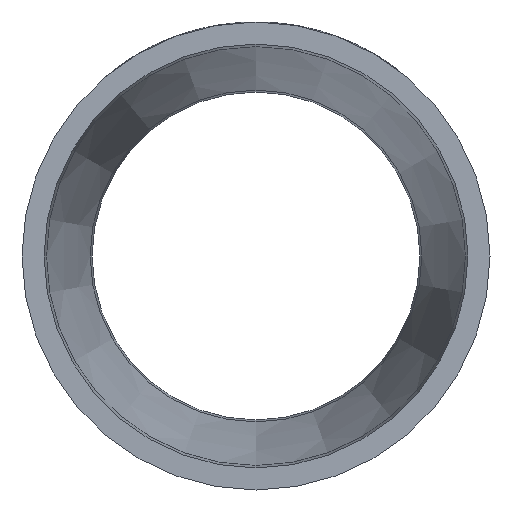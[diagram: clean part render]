
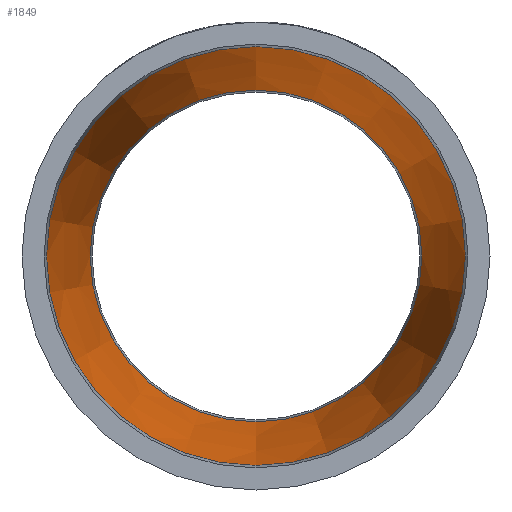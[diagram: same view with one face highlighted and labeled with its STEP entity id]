
A CAD part, front view. The second image highlights one B-rep face of the part: STEP entity #1849.
In plain terms, the highlighted conical face has half-angle 8.25 degrees and reference radius 18.983 mm.
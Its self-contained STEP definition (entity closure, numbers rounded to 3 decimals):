
#113 = CIRCLE ( 'NONE', #7794, 15.026 ) ;
#589 = EDGE_CURVE ( 'NONE', #6266, #6266, #113, .T. ) ;
#945 = CARTESIAN_POINT ( 'NONE',  ( 0., 41.499, -18.983 ) ) ;
#1849 = ADVANCED_FACE ( 'NONE', ( #12595, #17646 ), #6876, .F. ) ;
#5022 = DIRECTION ( 'NONE',  ( 0., 0., -1. ) ) ;
#6266 = VERTEX_POINT ( 'NONE', #17434 ) ;
#6692 = ORIENTED_EDGE ( 'NONE', *, *, #589, .F. ) ;
#6876 = CONICAL_SURFACE ( 'NONE', #8765, 18.983, 0.144 ) ;
#6914 = EDGE_CURVE ( 'NONE', #7822, #7822, #20693, .T. ) ;
#7051 = DIRECTION ( 'NONE',  ( 0., -1., 0. ) ) ;
#7794 = AXIS2_PLACEMENT_3D ( 'NONE', #19887, #21834, #21604 ) ;
#7822 = VERTEX_POINT ( 'NONE', #945 ) ;
#8765 = AXIS2_PLACEMENT_3D ( 'NONE', #23591, #7051, #5022 ) ;
#10133 = DIRECTION ( 'NONE',  ( 0., -1., 0. ) ) ;
#10484 = DIRECTION ( 'NONE',  ( 0., 0., -1. ) ) ;
#11012 = EDGE_LOOP ( 'NONE', ( #23054 ) ) ;
#12595 = FACE_BOUND ( 'NONE', #15798, .T. ) ;
#15798 = EDGE_LOOP ( 'NONE', ( #6692 ) ) ;
#17434 = CARTESIAN_POINT ( 'NONE',  ( 0., 68.787, -15.026 ) ) ;
#17646 = FACE_OUTER_BOUND ( 'NONE', #11012, .T. ) ;
#17952 = AXIS2_PLACEMENT_3D ( 'NONE', #21500, #10133, #10484 ) ;
#19887 = CARTESIAN_POINT ( 'NONE',  ( 0., 68.787, 0. ) ) ;
#20693 = CIRCLE ( 'NONE', #17952, 18.983 ) ;
#21500 = CARTESIAN_POINT ( 'NONE',  ( 0., 41.499, 0. ) ) ;
#21604 = DIRECTION ( 'NONE',  ( 0., 0., -1. ) ) ;
#21834 = DIRECTION ( 'NONE',  ( 0., -1., 0. ) ) ;
#23054 = ORIENTED_EDGE ( 'NONE', *, *, #6914, .T. ) ;
#23591 = CARTESIAN_POINT ( 'NONE',  ( 0., 41.499, 0. ) ) ;
